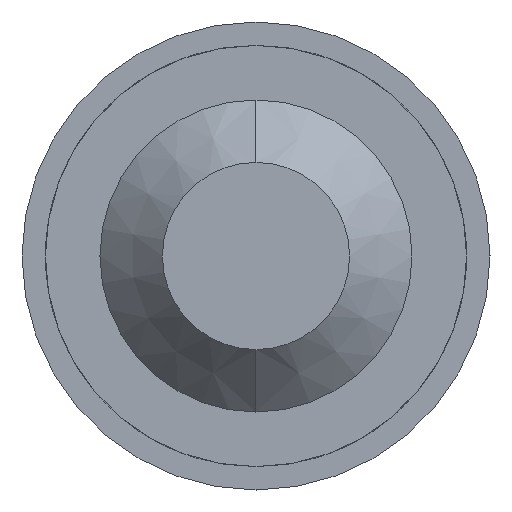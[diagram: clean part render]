
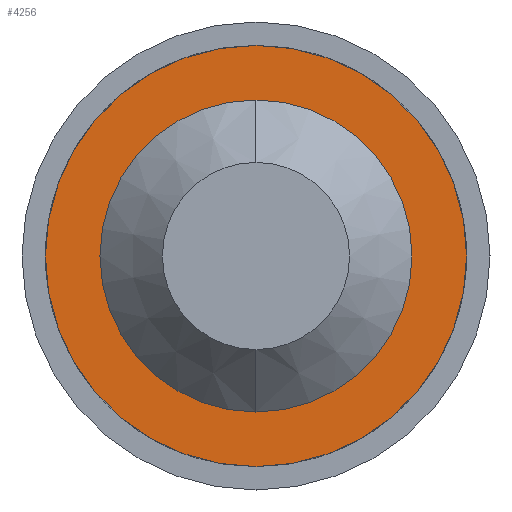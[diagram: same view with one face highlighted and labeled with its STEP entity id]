
A CAD part, front view. The second image highlights one B-rep face of the part: STEP entity #4256.
In plain terms, the highlighted planar face has unit normal (0, -1, 0).
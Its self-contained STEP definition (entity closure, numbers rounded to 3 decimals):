
#47 = CIRCLE ( 'NONE', #2697, 0.675 ) ;
#130 = CARTESIAN_POINT ( 'NONE',  ( 0., 12., 0. ) ) ;
#488 = CARTESIAN_POINT ( 'NONE',  ( 0., 12., -0.5 ) ) ;
#521 = EDGE_LOOP ( 'NONE', ( #2166, #2036 ) ) ;
#564 = VERTEX_POINT ( 'NONE', #3728 ) ;
#575 = DIRECTION ( 'NONE',  ( 0., -1., 0. ) ) ;
#774 = EDGE_LOOP ( 'NONE', ( #3730, #3452 ) ) ;
#940 = DIRECTION ( 'NONE',  ( 0., 0., -1. ) ) ;
#1066 = CARTESIAN_POINT ( 'NONE',  ( 0., 12., 0. ) ) ;
#1101 = VERTEX_POINT ( 'NONE', #3107 ) ;
#1223 = FACE_OUTER_BOUND ( 'NONE', #521, .T. ) ;
#1263 = CIRCLE ( 'NONE', #1559, 0.5 ) ;
#1324 = EDGE_CURVE ( 'Defeature ausgef�hrt2_4+Defeature ausgef�hrt2_5+Defeature ausgef�hrt2_5+Defeature ausgef�hrt2_5', #1101, #2162, #1588, .T. ) ;
#1384 = DIRECTION ( 'NONE',  ( 0., -1., 0. ) ) ;
#1415 = CIRCLE ( 'NONE', #4063, 0.5 ) ;
#1444 = DIRECTION ( 'NONE',  ( 0., 0., -1. ) ) ;
#1559 = AXIS2_PLACEMENT_3D ( 'NONE', #3954, #1384, #3604 ) ;
#1580 = DIRECTION ( 'NONE',  ( 0., -1., 0. ) ) ;
#1588 = CIRCLE ( 'NONE', #2589, 0.675 ) ;
#1619 = PLANE ( 'NONE',  #2320 ) ;
#1949 = FACE_BOUND ( 'NONE', #774, .T. ) ;
#2036 = ORIENTED_EDGE ( 'NONE', *, *, #1324, .T. ) ;
#2162 = VERTEX_POINT ( 'NONE', #2646 ) ;
#2166 = ORIENTED_EDGE ( 'NONE', *, *, #3827, .T. ) ;
#2320 = AXIS2_PLACEMENT_3D ( 'NONE', #2691, #575, #4565 ) ;
#2460 = VERTEX_POINT ( 'NONE', #488 ) ;
#2589 = AXIS2_PLACEMENT_3D ( 'NONE', #1066, #3534, #1444 ) ;
#2646 = CARTESIAN_POINT ( 'NONE',  ( 0., 12., -0.675 ) ) ;
#2691 = CARTESIAN_POINT ( 'NONE',  ( 0.5, 12., 0. ) ) ;
#2697 = AXIS2_PLACEMENT_3D ( 'NONE', #3011, #4159, #940 ) ;
#3011 = CARTESIAN_POINT ( 'NONE',  ( 0., 12., 0. ) ) ;
#3032 = DIRECTION ( 'NONE',  ( 0., 0., -1. ) ) ;
#3107 = CARTESIAN_POINT ( 'NONE',  ( 0., 12., 0.675 ) ) ;
#3452 = ORIENTED_EDGE ( 'NONE', *, *, #3884, .F. ) ;
#3534 = DIRECTION ( 'NONE',  ( 0., -1., 0. ) ) ;
#3604 = DIRECTION ( 'NONE',  ( 0., 0., -1. ) ) ;
#3728 = CARTESIAN_POINT ( 'NONE',  ( 0., 12., 0.5 ) ) ;
#3730 = ORIENTED_EDGE ( 'NONE', *, *, #4409, .F. ) ;
#3827 = EDGE_CURVE ( 'Defeature ausgef�hrt2_4+Defeature ausgef�hrt2_5+Defeature ausgef�hrt2_5+Defeature ausgef�hrt2_5', #2162, #1101, #47, .T. ) ;
#3884 = EDGE_CURVE ( 'Defeature ausgef�hrt2_2+Defeature ausgef�hrt2_4+Defeature ausgef�hrt2_4+Defeature ausgef�hrt2_4', #564, #2460, #1415, .T. ) ;
#3954 = CARTESIAN_POINT ( 'NONE',  ( 0., 12., 0. ) ) ;
#4063 = AXIS2_PLACEMENT_3D ( 'NONE', #130, #1580, #3032 ) ;
#4159 = DIRECTION ( 'NONE',  ( 0., -1., 0. ) ) ;
#4256 = ADVANCED_FACE ( 'Defeature ausgef�hrt2_4', ( #1223, #1949 ), #1619, .T. ) ;
#4409 = EDGE_CURVE ( 'Defeature ausgef�hrt2_2+Defeature ausgef�hrt2_4+Defeature ausgef�hrt2_4+Defeature ausgef�hrt2_4', #2460, #564, #1263, .T. ) ;
#4565 = DIRECTION ( 'NONE',  ( 0., 0., -1. ) ) ;
